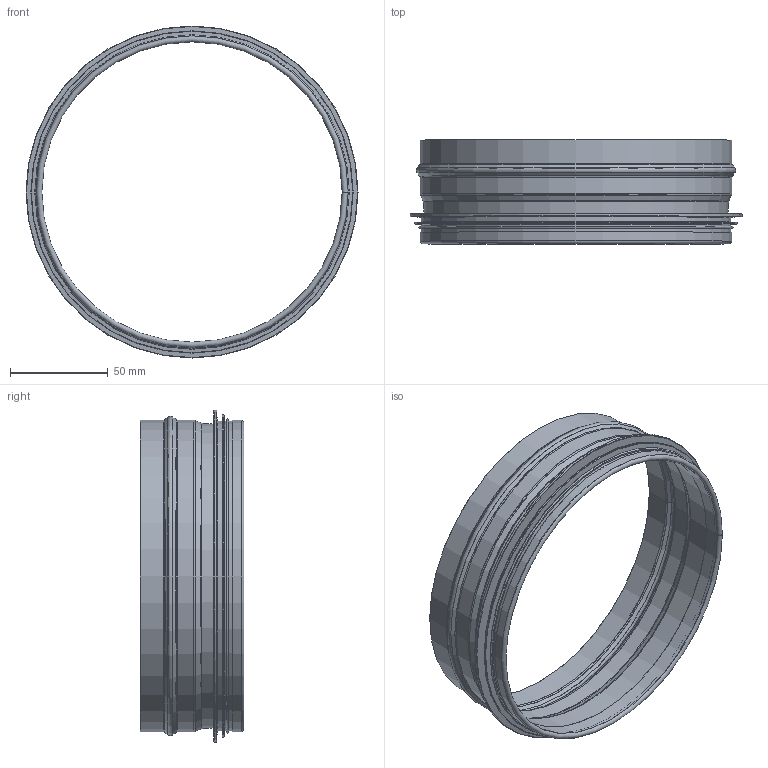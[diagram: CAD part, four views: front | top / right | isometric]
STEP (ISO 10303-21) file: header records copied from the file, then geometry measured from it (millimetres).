
FILE_DESCRIPTION(/* description */ ('Stos Stoppsick och G-Ring'),/* implementation_level */ '2;1');
FILE_NAME(/* name */ 'CM10005.stp',/* time_stamp */ '2017-04-12T06:42:48-07:00',/* author */ ('Maria'),/* organization */ (''),/* preprocessor_version */ 'ST-DEVELOPER v16.5',/* originating_system */ 'Autodesk Inventor 2017',/* authorisation */ '');
FILE_SCHEMA (('AUTOMOTIVE_DESIGN { 1 0 10303 214 3 1 1 }'));
Length unit declared in the file: millimetre
Products named in the file (3): HSG-160; HSGRörämne-160; 999005
Assembly tree (2 placements, depth 2):
  HSG-160
    HSGRörämne-160
    999005
Bounding box: 169.4 x 53 x 169.4 mm (x, y, z)
Volume: 32123.1 mm3; surface area: 86594.6 mm2
Topology: 2 solids, 2 shells, 81 faces, 157 edges, 83 vertices
Faces by surface type: plane 37, torus 20, cylinder 14, cone 10
Full cylindrical faces by diameter (mm): 153.2 x1, 154.2 x1, 155.4 x1, 158 x6, 159 x3, 164.4 x1, 169.4 x1
Entity records: 2115 total; most frequent: DIRECTION 394, CARTESIAN_POINT 312, ORIENTED_EDGE 286, AXIS2_PLACEMENT_3D 165, EDGE_CURVE 143, EDGE_LOOP 100, VERTEX_POINT 83, STYLED_ITEM 83
